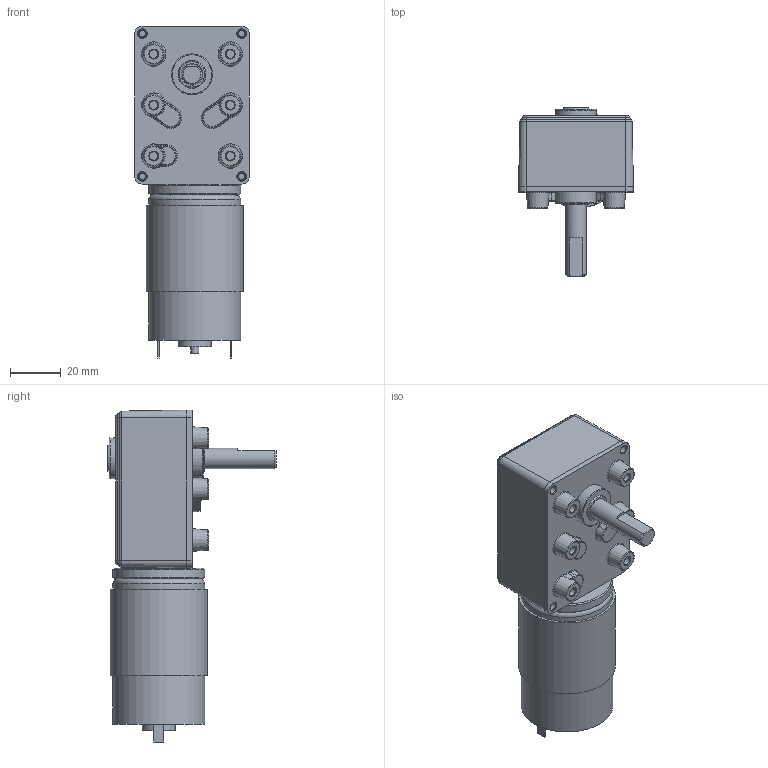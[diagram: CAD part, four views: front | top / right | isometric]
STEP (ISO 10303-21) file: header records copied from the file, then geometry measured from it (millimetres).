
FILE_DESCRIPTION((''),'2;1');
FILE_NAME('KWB+3657.stp','2020-12-08T15:16:48',('LEEKA'),(''),'Autodesk Inventor 2012','Autodesk Inventor 2012','');
FILE_SCHEMA(('AUTOMOTIVE_DESIGN { 1 0 10303 214 1 1 1 1 }'));
Length unit declared in the file: millimetre
Products named in the file (1): 부품22
Bounding box: 45 x 66 x 130.2 mm (x, y, z)
Volume: 152677.9 mm3; surface area: 24822.5 mm2
Topology: 12 solids, 12 shells, 314 faces, 635 edges, 377 vertices
Faces by surface type: plane 101, cylinder 95, cone 46, torus 46, bspline 26
Full cylindrical faces by diameter (mm): 2.5 x8, 3 x2, 3.18 x2, 3.2 x5, 3.3 x6, 3.43 x1, 4.2 x4, 6 x2, 8 x2, 9.05 x1, 10.9 x2, 11 x1, 13 x1, 13.5 x1, 14 x2, 14.5 x2, 16 x1, 36 x3, 38 x1
Entity records: 8386 total; most frequent: CARTESIAN_POINT 2126, DIRECTION 1382, ORIENTED_EDGE 1046, AXIS2_PLACEMENT_3D 620, EDGE_CURVE 523, EDGE_LOOP 458, VERTEX_POINT 365, CIRCLE 331
